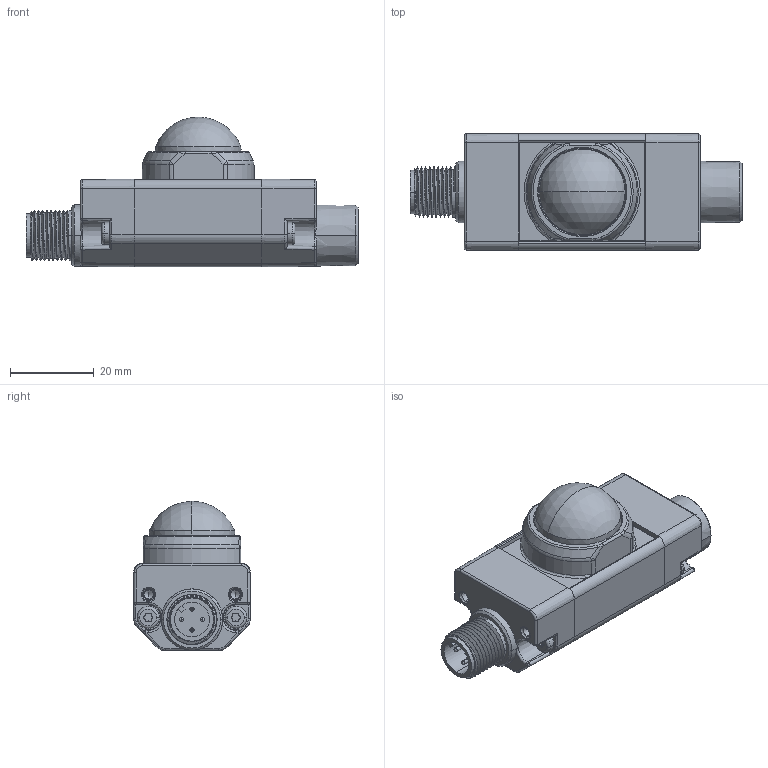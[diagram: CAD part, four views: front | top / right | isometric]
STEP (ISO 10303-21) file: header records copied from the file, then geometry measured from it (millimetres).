
FILE_DESCRIPTION((''),'2;1');
FILE_NAME('186403_ASM','2015-03-04T',('PDMAdmin'),(''),'PRO/ENGINEER BY PARAMETRIC TECHNOLOGY CORPORATION, 2013230','PRO/ENGINEER BY PARAMETRIC TECHNOLOGY CORPORATION, 2013230','');
FILE_SCHEMA(('CONFIG_CONTROL_DESIGN'));
Products named in the file (20): 171016_AF0; 171182_ASM; 183973; VZWLLD; 153080_AF0; 145997_HSG; 306-00249_AF0; 306-00249_AF1; 306-00249_AF2; 306-00249_AF3; 307-00176; 145997_AF0_ASM; 154144; 154145; 134569_AF0; 154111_ASM; 153079; 08427; 114466; 186403_ASM
Assembly tree (22 placements, depth 4):
  186403_ASM
    171182_ASM
      171016_AF0
    183973
    VZWLLD
    154111_ASM
      153080_AF0
      145997_AF0_ASM
        145997_HSG
        306-00249_AF0
        306-00249_AF1
        306-00249_AF2
        306-00249_AF3
        307-00176
      154144
      154145
      134569_AF0
    153079
    08427
    114466  x4
Bounding box: 79.5 x 28 x 35.86 mm (x, y, z)
Volume: 19590.4 mm3; surface area: 23562.5 mm2
Topology: 19 solids, 23 shells, 2123 faces, 5586 edges, 3546 vertices
Faces by surface type: plane 760, cylinder 745, bspline 292, cone 163, torus 148, sphere 15
Entity records: 69861 total; most frequent: CARTESIAN_POINT 31400, ORIENTED_EDGE 8282, DIRECTION 7644, EDGE_CURVE 4149, AXIS2_PLACEMENT_3D 2921, VERTEX_POINT 2607, VECTOR 1802, LINE 1802
